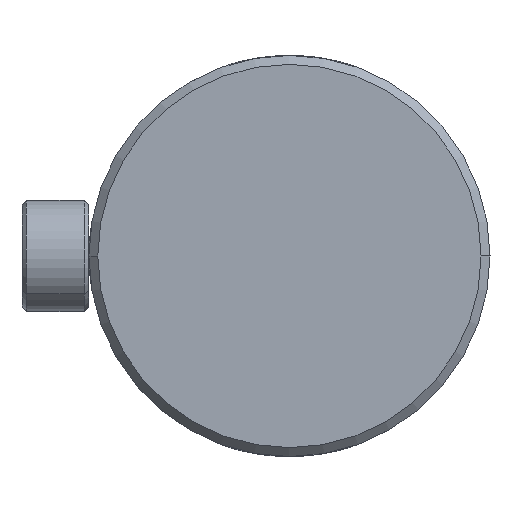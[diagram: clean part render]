
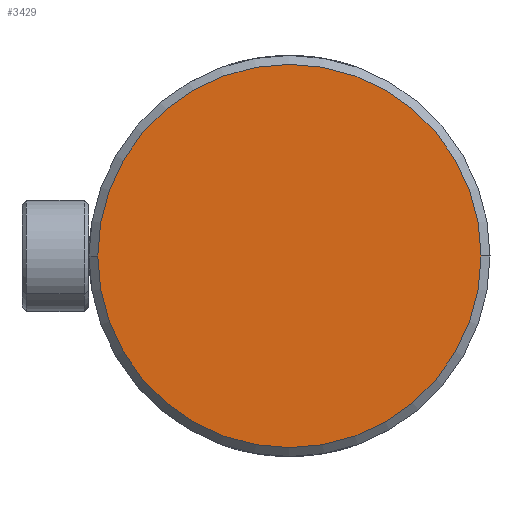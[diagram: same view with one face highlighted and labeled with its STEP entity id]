
A CAD part, left-side view. The second image highlights one B-rep face of the part: STEP entity #3429.
In plain terms, the highlighted planar face has unit normal (-1, 0, 0).
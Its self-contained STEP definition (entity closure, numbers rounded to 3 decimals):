
#437 = DIRECTION ( 'NONE',  ( 0., -1., 0. ) ) ;
#694 = EDGE_LOOP ( 'NONE', ( #3456, #2413 ) ) ;
#764 = PLANE ( 'NONE',  #2294 ) ;
#1032 = DIRECTION ( 'NONE',  ( 1., 0., 0. ) ) ;
#1614 = FACE_OUTER_BOUND ( 'NONE', #694, .T. ) ;
#1761 = CARTESIAN_POINT ( 'NONE',  ( -58., -43., 0. ) ) ;
#2058 = CARTESIAN_POINT ( 'NONE',  ( -58., 0., 0. ) ) ;
#2212 = VERTEX_POINT ( 'NONE', #3901 ) ;
#2294 = AXIS2_PLACEMENT_3D ( 'NONE', #2058, #2430, #437 ) ;
#2413 = ORIENTED_EDGE ( 'NONE', *, *, #3887, .F. ) ;
#2430 = DIRECTION ( 'NONE',  ( -1., 0., 0. ) ) ;
#2890 = EDGE_CURVE ( 'NONE', #2212, #2991, #3746, .T. ) ;
#2991 = VERTEX_POINT ( 'NONE', #1761 ) ;
#3014 = CARTESIAN_POINT ( 'NONE',  ( -58., 0., 0. ) ) ;
#3287 = CARTESIAN_POINT ( 'NONE',  ( -58., 0., 0. ) ) ;
#3336 = DIRECTION ( 'NONE',  ( 0., 1., 0. ) ) ;
#3429 = ADVANCED_FACE ( 'NONE', ( #1614 ), #764, .T. ) ;
#3456 = ORIENTED_EDGE ( 'NONE', *, *, #2890, .F. ) ;
#3663 = DIRECTION ( 'NONE',  ( 0., 1., 0. ) ) ;
#3746 = CIRCLE ( 'NONE', #3789, 43. ) ;
#3789 = AXIS2_PLACEMENT_3D ( 'NONE', #3287, #3992, #3663 ) ;
#3870 = CIRCLE ( 'NONE', #4079, 43. ) ;
#3887 = EDGE_CURVE ( 'NONE', #2991, #2212, #3870, .T. ) ;
#3901 = CARTESIAN_POINT ( 'NONE',  ( -58., 43., 0. ) ) ;
#3992 = DIRECTION ( 'NONE',  ( 1., 0., 0. ) ) ;
#4079 = AXIS2_PLACEMENT_3D ( 'NONE', #3014, #1032, #3336 ) ;
